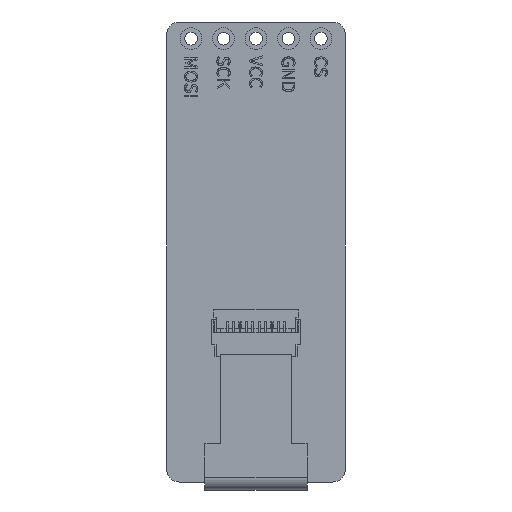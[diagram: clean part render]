
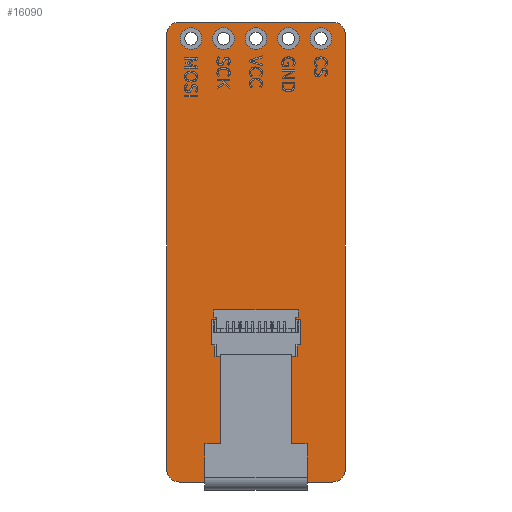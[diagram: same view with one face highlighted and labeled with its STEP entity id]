
A CAD part, front view. The second image highlights one B-rep face of the part: STEP entity #16090.
In plain terms, the highlighted planar face has unit normal (0, -1, 0).
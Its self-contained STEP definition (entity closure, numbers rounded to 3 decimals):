
#94=CIRCLE('',#16757,0.85);
#96=CIRCLE('',#16760,0.85);
#98=CIRCLE('',#16763,0.85);
#100=CIRCLE('',#16766,0.85);
#102=CIRCLE('',#16769,0.85);
#105=CIRCLE('',#16774,1.);
#107=CIRCLE('',#16778,1.);
#109=CIRCLE('',#16782,1.);
#111=CIRCLE('',#16786,1.);
#266=FACE_BOUND('',#2360,.T.);
#267=FACE_BOUND('',#2361,.T.);
#268=FACE_BOUND('',#2362,.T.);
#269=FACE_BOUND('',#2363,.T.);
#270=FACE_BOUND('',#2364,.T.);
#698=PLANE('',#16788);
#1504=FACE_OUTER_BOUND('',#2359,.T.);
#2359=EDGE_LOOP('',(#12990,#12991,#12992,#12993,#12994,#12995,#12996,#12997));
#2360=EDGE_LOOP('',(#12998));
#2361=EDGE_LOOP('',(#12999));
#2362=EDGE_LOOP('',(#13000));
#2363=EDGE_LOOP('',(#13001));
#2364=EDGE_LOOP('',(#13002));
#3374=LINE('',#27611,#5059);
#3378=LINE('',#27623,#5063);
#3382=LINE('',#27635,#5067);
#3386=LINE('',#27647,#5071);
#5059=VECTOR('',#18160,10.);
#5063=VECTOR('',#18172,10.);
#5067=VECTOR('',#18184,10.);
#5071=VECTOR('',#18196,10.);
#7512=VERTEX_POINT('',#27575);
#7514=VERTEX_POINT('',#27581);
#7516=VERTEX_POINT('',#27587);
#7518=VERTEX_POINT('',#27593);
#7520=VERTEX_POINT('',#27599);
#7524=VERTEX_POINT('',#27608);
#7525=VERTEX_POINT('',#27610);
#7527=VERTEX_POINT('',#27616);
#7529=VERTEX_POINT('',#27622);
#7531=VERTEX_POINT('',#27628);
#7533=VERTEX_POINT('',#27634);
#7535=VERTEX_POINT('',#27640);
#7537=VERTEX_POINT('',#27646);
#9435=EDGE_CURVE('',#7512,#7512,#94,.T.);
#9438=EDGE_CURVE('',#7514,#7514,#96,.T.);
#9441=EDGE_CURVE('',#7516,#7516,#98,.T.);
#9444=EDGE_CURVE('',#7518,#7518,#100,.T.);
#9447=EDGE_CURVE('',#7520,#7520,#102,.T.);
#9452=EDGE_CURVE('',#7525,#7524,#3374,.T.);
#9455=EDGE_CURVE('',#7527,#7525,#105,.T.);
#9458=EDGE_CURVE('',#7529,#7527,#3378,.T.);
#9461=EDGE_CURVE('',#7531,#7529,#107,.T.);
#9464=EDGE_CURVE('',#7533,#7531,#3382,.T.);
#9467=EDGE_CURVE('',#7535,#7533,#109,.T.);
#9470=EDGE_CURVE('',#7537,#7535,#3386,.T.);
#9473=EDGE_CURVE('',#7524,#7537,#111,.T.);
#12990=ORIENTED_EDGE('',*,*,#9473,.T.);
#12991=ORIENTED_EDGE('',*,*,#9470,.T.);
#12992=ORIENTED_EDGE('',*,*,#9467,.T.);
#12993=ORIENTED_EDGE('',*,*,#9464,.T.);
#12994=ORIENTED_EDGE('',*,*,#9461,.T.);
#12995=ORIENTED_EDGE('',*,*,#9458,.T.);
#12996=ORIENTED_EDGE('',*,*,#9455,.T.);
#12997=ORIENTED_EDGE('',*,*,#9452,.T.);
#12998=ORIENTED_EDGE('',*,*,#9447,.T.);
#12999=ORIENTED_EDGE('',*,*,#9444,.T.);
#13000=ORIENTED_EDGE('',*,*,#9441,.T.);
#13001=ORIENTED_EDGE('',*,*,#9438,.T.);
#13002=ORIENTED_EDGE('',*,*,#9435,.T.);
#16090=ADVANCED_FACE('',(#1504,#266,#267,#268,#269,#270),#698,.F.);
#16757=AXIS2_PLACEMENT_3D('',#27576,#18123,#18124);
#16760=AXIS2_PLACEMENT_3D('',#27582,#18130,#18131);
#16763=AXIS2_PLACEMENT_3D('',#27588,#18137,#18138);
#16766=AXIS2_PLACEMENT_3D('',#27594,#18144,#18145);
#16769=AXIS2_PLACEMENT_3D('',#27600,#18151,#18152);
#16774=AXIS2_PLACEMENT_3D('',#27617,#18166,#18167);
#16778=AXIS2_PLACEMENT_3D('',#27629,#18178,#18179);
#16782=AXIS2_PLACEMENT_3D('',#27641,#18190,#18191);
#16786=AXIS2_PLACEMENT_3D('',#27651,#18202,#18203);
#16788=AXIS2_PLACEMENT_3D('',#27653,#18206,#18207);
#18123=DIRECTION('center_axis',(0.,1.,0.));
#18124=DIRECTION('ref_axis',(1.,0.,0.));
#18130=DIRECTION('center_axis',(0.,1.,0.));
#18131=DIRECTION('ref_axis',(1.,0.,0.));
#18137=DIRECTION('center_axis',(0.,1.,0.));
#18138=DIRECTION('ref_axis',(1.,0.,0.));
#18144=DIRECTION('center_axis',(0.,1.,0.));
#18145=DIRECTION('ref_axis',(1.,0.,0.));
#18151=DIRECTION('center_axis',(0.,1.,0.));
#18152=DIRECTION('ref_axis',(1.,0.,0.));
#18160=DIRECTION('',(-1.,0.,0.));
#18166=DIRECTION('center_axis',(0.,-1.,0.));
#18167=DIRECTION('ref_axis',(0.,0.,1.));
#18172=DIRECTION('',(0.,0.,1.));
#18178=DIRECTION('center_axis',(0.,-1.,0.));
#18179=DIRECTION('ref_axis',(1.,0.,0.));
#18184=DIRECTION('',(1.,0.,0.));
#18190=DIRECTION('center_axis',(0.,-1.,0.));
#18191=DIRECTION('ref_axis',(0.,0.,-1.));
#18196=DIRECTION('',(0.,0.,-1.));
#18202=DIRECTION('center_axis',(0.,-1.,0.));
#18203=DIRECTION('ref_axis',(-1.,0.,0.));
#18206=DIRECTION('center_axis',(0.,1.,0.));
#18207=DIRECTION('ref_axis',(1.,0.,0.));
#27575=CARTESIAN_POINT('',(-0.85,-1.,0.));
#27576=CARTESIAN_POINT('Origin',(0.,-1.,0.));
#27581=CARTESIAN_POINT('',(1.69,-1.,0.));
#27582=CARTESIAN_POINT('Origin',(2.54,-1.,0.));
#27587=CARTESIAN_POINT('',(-5.93,-1.,0.));
#27588=CARTESIAN_POINT('Origin',(-5.08,-1.,0.));
#27593=CARTESIAN_POINT('',(-3.39,-1.,0.));
#27594=CARTESIAN_POINT('Origin',(-2.54,-1.,0.));
#27599=CARTESIAN_POINT('',(4.23,-1.,0.));
#27600=CARTESIAN_POINT('Origin',(5.08,-1.,0.));
#27608=CARTESIAN_POINT('',(-6.,-1.,1.3));
#27610=CARTESIAN_POINT('',(6.,-1.,1.3));
#27611=CARTESIAN_POINT('',(6.,-1.,1.3));
#27616=CARTESIAN_POINT('',(7.,-1.,0.3));
#27617=CARTESIAN_POINT('Origin',(6.,-1.,0.3));
#27622=CARTESIAN_POINT('',(7.,-1.,-33.7));
#27623=CARTESIAN_POINT('',(7.,-1.,-33.7));
#27628=CARTESIAN_POINT('',(6.,-1.,-34.7));
#27629=CARTESIAN_POINT('Origin',(6.,-1.,-33.7));
#27634=CARTESIAN_POINT('',(-6.,-1.,-34.7));
#27635=CARTESIAN_POINT('',(-6.,-1.,-34.7));
#27640=CARTESIAN_POINT('',(-7.,-1.,-33.7));
#27641=CARTESIAN_POINT('Origin',(-6.,-1.,-33.7));
#27646=CARTESIAN_POINT('',(-7.,-1.,0.3));
#27647=CARTESIAN_POINT('',(-7.,-1.,-31.05));
#27651=CARTESIAN_POINT('Origin',(-6.,-1.,0.3));
#27653=CARTESIAN_POINT('Origin',(0.,-1.,-16.7));
